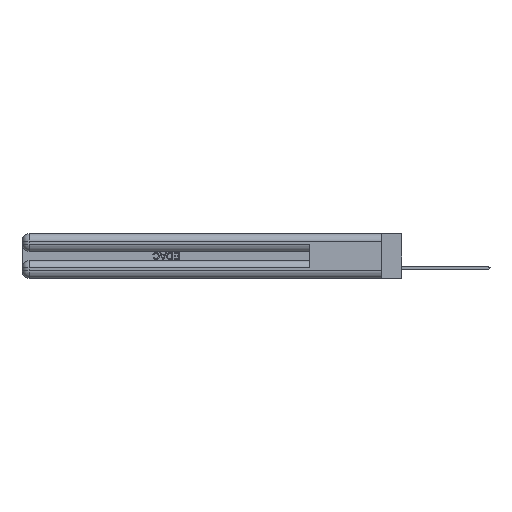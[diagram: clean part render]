
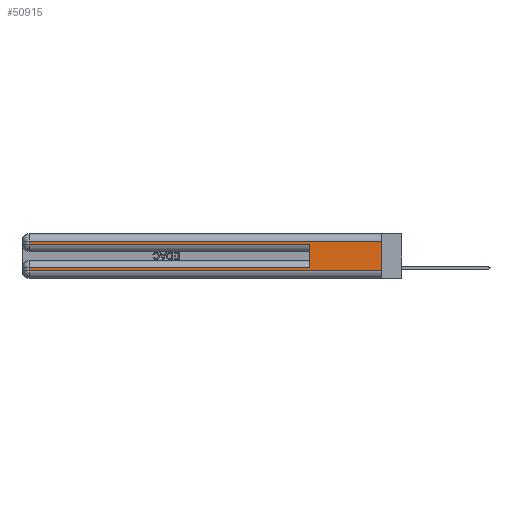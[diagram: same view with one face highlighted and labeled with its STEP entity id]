
A CAD part, left-side view. The second image highlights one B-rep face of the part: STEP entity #50915.
In plain terms, the highlighted planar face has unit normal (-1, 0, 0).
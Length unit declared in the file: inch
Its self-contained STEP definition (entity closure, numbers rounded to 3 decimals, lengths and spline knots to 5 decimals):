
#1083 = VECTOR ( 'NONE', #29238, 39.37008 ) ;
#2341 = EDGE_LOOP ( 'NONE', ( #35027, #17349, #41217, #14692, #34256, #35480, #50175, #32286 ) ) ;
#2530 = CARTESIAN_POINT ( 'NONE',  ( 0., 2.94, 0.37 ) ) ;
#3066 = DIRECTION ( 'NONE',  ( 0., 0., -1. ) ) ;
#3869 = VERTEX_POINT ( 'NONE', #22919 ) ;
#4933 = CARTESIAN_POINT ( 'NONE',  ( 0., 0., 0.31 ) ) ;
#5209 = EDGE_CURVE ( 'NONE', #3869, #43973, #19094, .T. ) ;
#5377 = DIRECTION ( 'NONE',  ( 0., 0., 1. ) ) ;
#5926 = EDGE_CURVE ( 'NONE', #29461, #3869, #50632, .T. ) ;
#13111 = LINE ( 'NONE', #20122, #25967 ) ;
#14692 = ORIENTED_EDGE ( 'NONE', *, *, #52255, .T. ) ;
#16497 = DIRECTION ( 'NONE',  ( 0., 0., -1. ) ) ;
#17218 = CARTESIAN_POINT ( 'NONE',  ( 0., 2.94, 0.285 ) ) ;
#17349 = ORIENTED_EDGE ( 'NONE', *, *, #36744, .T. ) ;
#17682 = VECTOR ( 'NONE', #18502, 39.37008 ) ;
#18396 = FACE_OUTER_BOUND ( 'NONE', #2341, .T. ) ;
#18502 = DIRECTION ( 'NONE',  ( 0., 0., -1. ) ) ;
#19094 = LINE ( 'NONE', #44999, #26173 ) ;
#19557 = EDGE_CURVE ( 'NONE', #43786, #24378, #45877, .T. ) ;
#19624 = VECTOR ( 'NONE', #34853, 39.37008 ) ;
#19793 = DIRECTION ( 'NONE',  ( 0., 0., -1. ) ) ;
#20122 = CARTESIAN_POINT ( 'NONE',  ( 0., 0., 0.285 ) ) ;
#22075 = CARTESIAN_POINT ( 'NONE',  ( 0., 0., 0.06 ) ) ;
#22882 = VECTOR ( 'NONE', #23014, 39.37008 ) ;
#22919 = CARTESIAN_POINT ( 'NONE',  ( 0., 2.94, 0.085 ) ) ;
#23014 = DIRECTION ( 'NONE',  ( 0., 1., 0. ) ) ;
#23065 = CARTESIAN_POINT ( 'NONE',  ( 0., 0., 0.37 ) ) ;
#23943 = CARTESIAN_POINT ( 'NONE',  ( 0., 2.94, 0.06 ) ) ;
#24378 = VERTEX_POINT ( 'NONE', #17218 ) ;
#25967 = VECTOR ( 'NONE', #33467, 39.37008 ) ;
#26173 = VECTOR ( 'NONE', #16497, 39.37008 ) ;
#27640 = CARTESIAN_POINT ( 'NONE',  ( 0., 0., 0.06 ) ) ;
#28365 = VERTEX_POINT ( 'NONE', #51431 ) ;
#28748 = EDGE_CURVE ( 'NONE', #43973, #45458, #29307, .T. ) ;
#28971 = VECTOR ( 'NONE', #5377, 39.37008 ) ;
#29238 = DIRECTION ( 'NONE',  ( 0., 1., 0. ) ) ;
#29307 = LINE ( 'NONE', #22075, #19624 ) ;
#29461 = VERTEX_POINT ( 'NONE', #48038 ) ;
#29961 = LINE ( 'NONE', #34897, #17682 ) ;
#32028 = LINE ( 'NONE', #4933, #1083 ) ;
#32286 = ORIENTED_EDGE ( 'NONE', *, *, #28748, .T. ) ;
#33074 = VERTEX_POINT ( 'NONE', #46125 ) ;
#33467 = DIRECTION ( 'NONE',  ( 0., -1., 0. ) ) ;
#34256 = ORIENTED_EDGE ( 'NONE', *, *, #35042, .F. ) ;
#34853 = DIRECTION ( 'NONE',  ( 0., -1., 0. ) ) ;
#34897 = CARTESIAN_POINT ( 'NONE',  ( 0., 0., 0.37 ) ) ;
#35027 = ORIENTED_EDGE ( 'NONE', *, *, #37559, .F. ) ;
#35042 = EDGE_CURVE ( 'NONE', #29461, #33074, #47711, .T. ) ;
#35063 = AXIS2_PLACEMENT_3D ( 'NONE', #23065, #36347, #19793 ) ;
#35480 = ORIENTED_EDGE ( 'NONE', *, *, #5926, .T. ) ;
#36347 = DIRECTION ( 'NONE',  ( 1., 0., 0. ) ) ;
#36744 = EDGE_CURVE ( 'NONE', #28365, #43786, #32028, .T. ) ;
#37559 = EDGE_CURVE ( 'NONE', #28365, #45458, #29961, .T. ) ;
#41217 = ORIENTED_EDGE ( 'NONE', *, *, #19557, .T. ) ;
#43747 = CARTESIAN_POINT ( 'NONE',  ( 0., 2.94, 0.31 ) ) ;
#43786 = VERTEX_POINT ( 'NONE', #43747 ) ;
#43973 = VERTEX_POINT ( 'NONE', #23943 ) ;
#44999 = CARTESIAN_POINT ( 'NONE',  ( 0., 2.94, 0.37 ) ) ;
#45458 = VERTEX_POINT ( 'NONE', #27640 ) ;
#45877 = LINE ( 'NONE', #2530, #51689 ) ;
#46125 = CARTESIAN_POINT ( 'NONE',  ( 0., 0.6, 0.285 ) ) ;
#47711 = LINE ( 'NONE', #50298, #28971 ) ;
#47774 = PLANE ( 'NONE',  #35063 ) ;
#48038 = CARTESIAN_POINT ( 'NONE',  ( 0., 0.6, 0.085 ) ) ;
#50175 = ORIENTED_EDGE ( 'NONE', *, *, #5209, .T. ) ;
#50298 = CARTESIAN_POINT ( 'NONE',  ( 0., 0.6, 0.145 ) ) ;
#50632 = LINE ( 'NONE', #52605, #22882 ) ;
#50915 = ADVANCED_FACE ( 'NONE', ( #18396 ), #47774, .F. ) ;
#51431 = CARTESIAN_POINT ( 'NONE',  ( 0., 0., 0.31 ) ) ;
#51689 = VECTOR ( 'NONE', #3066, 39.37008 ) ;
#52255 = EDGE_CURVE ( 'NONE', #24378, #33074, #13111, .T. ) ;
#52605 = CARTESIAN_POINT ( 'NONE',  ( 0., 0., 0.085 ) ) ;
